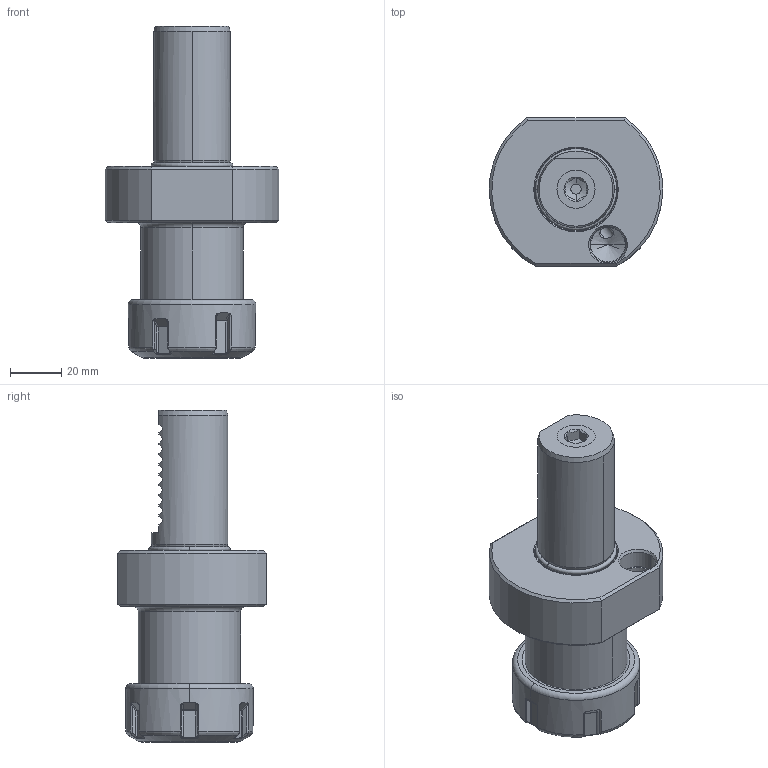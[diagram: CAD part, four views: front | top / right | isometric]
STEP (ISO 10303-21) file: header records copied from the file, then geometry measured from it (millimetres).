
FILE_DESCRIPTION((''),'2;1');
FILE_NAME('309_02_20','2020-09-29T',('101107'),(''),'CREO PARAMETRIC BY PTC INC, 2016260','CREO PARAMETRIC BY PTC INC, 2016260','');
FILE_SCHEMA(('CONFIG_CONTROL_DESIGN'));
Length unit declared in the file: millimetre
Products named in the file (1): 309_02_20
Bounding box: 67.89 x 58 x 130 mm (x, y, z)
Volume: 143518.3 mm3; surface area: 35213.5 mm2
Topology: 1 solids, 1 shells, 321 faces, 788 edges, 479 vertices
Faces by surface type: plane 104, cylinder 68, bspline 60, cone 45, torus 32, sphere 12
Entity records: 12396 total; most frequent: CARTESIAN_POINT 5383, ORIENTED_EDGE 1572, DIRECTION 1259, EDGE_CURVE 786, AXIS2_PLACEMENT_3D 482, VERTEX_POINT 479, EDGE_LOOP 335, FACE_OUTER_BOUND 321
